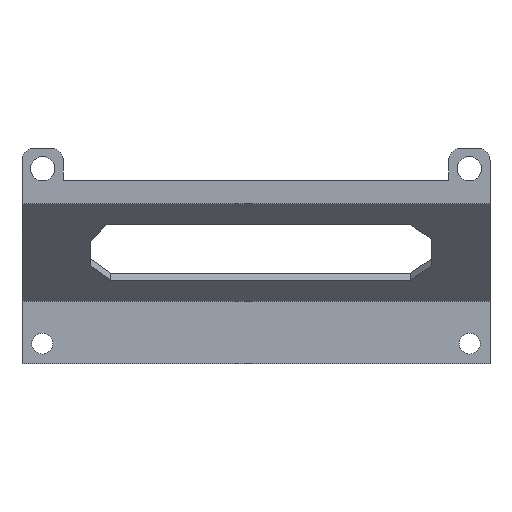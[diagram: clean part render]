
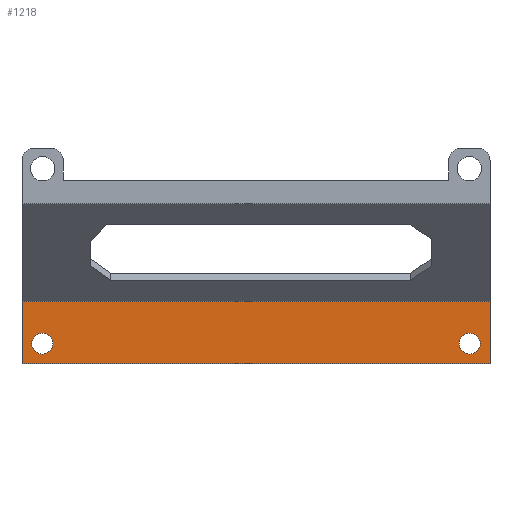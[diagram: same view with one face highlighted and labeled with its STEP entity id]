
A CAD part, front view. The second image highlights one B-rep face of the part: STEP entity #1218.
In plain terms, the highlighted planar face has unit normal (0, -1, 0).
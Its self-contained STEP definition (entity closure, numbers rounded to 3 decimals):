
#37 = DIRECTION ( 'NONE',  ( 0., 1., 0. ) ) ;
#56 = DIRECTION ( 'NONE',  ( -1., 0., 0. ) ) ;
#79 = CARTESIAN_POINT ( 'NONE',  ( 33.5, 60.387, -21.893 ) ) ;
#123 = EDGE_LOOP ( 'NONE', ( #1661, #286 ) ) ;
#149 = LINE ( 'NONE', #1992, #1890 ) ;
#172 = ORIENTED_EDGE ( 'NONE', *, *, #2336, .F. ) ;
#173 = DIRECTION ( 'NONE',  ( 0., -1., 0. ) ) ;
#190 = CARTESIAN_POINT ( 'NONE',  ( -33.5, 60.387, -21.893 ) ) ;
#193 = EDGE_CURVE ( 'NONE', #1958, #899, #593, .T. ) ;
#239 = CARTESIAN_POINT ( 'NONE',  ( 33.5, 60.387, -30.893 ) ) ;
#286 = ORIENTED_EDGE ( 'NONE', *, *, #1608, .F. ) ;
#391 = FACE_BOUND ( 'NONE', #123, .T. ) ;
#408 = CARTESIAN_POINT ( 'NONE',  ( 33.5, 60.387, -21.893 ) ) ;
#464 = CARTESIAN_POINT ( 'NONE',  ( 30.6, 60.387, -26.493 ) ) ;
#466 = VERTEX_POINT ( 'NONE', #948 ) ;
#472 = DIRECTION ( 'NONE',  ( 0., -1., 0. ) ) ;
#498 = DIRECTION ( 'NONE',  ( 0., 0., 1. ) ) ;
#553 = CARTESIAN_POINT ( 'NONE',  ( -30.6, 60.387, -26.493 ) ) ;
#559 = DIRECTION ( 'NONE',  ( 0., 0., 1. ) ) ;
#566 = EDGE_LOOP ( 'NONE', ( #749, #1399 ) ) ;
#593 = LINE ( 'NONE', #239, #634 ) ;
#617 = EDGE_CURVE ( 'NONE', #1228, #1564, #1700, .T. ) ;
#634 = VECTOR ( 'NONE', #1514, 1000. ) ;
#642 = AXIS2_PLACEMENT_3D ( 'NONE', #2060, #951, #1307 ) ;
#675 = AXIS2_PLACEMENT_3D ( 'NONE', #1586, #472, #498 ) ;
#749 = ORIENTED_EDGE ( 'NONE', *, *, #617, .F. ) ;
#758 = FACE_OUTER_BOUND ( 'NONE', #1625, .T. ) ;
#762 = VECTOR ( 'NONE', #946, 1000. ) ;
#780 = EDGE_CURVE ( 'NONE', #2143, #899, #149, .T. ) ;
#833 = AXIS2_PLACEMENT_3D ( 'NONE', #1071, #1271, #926 ) ;
#899 = VERTEX_POINT ( 'NONE', #2093 ) ;
#913 = AXIS2_PLACEMENT_3D ( 'NONE', #1665, #37, #559 ) ;
#918 = PLANE ( 'NONE',  #913 ) ;
#926 = DIRECTION ( 'NONE',  ( 0., 0., 1. ) ) ;
#946 = DIRECTION ( 'NONE',  ( 0., 0., -1. ) ) ;
#948 = CARTESIAN_POINT ( 'NONE',  ( 30.6, 60.387, -29.493 ) ) ;
#951 = DIRECTION ( 'NONE',  ( 0., -1., 0. ) ) ;
#1071 = CARTESIAN_POINT ( 'NONE',  ( -30.6, 60.387, -27.993 ) ) ;
#1078 = DIRECTION ( 'NONE',  ( 0., 0., -1. ) ) ;
#1160 = LINE ( 'NONE', #79, #1899 ) ;
#1218 = ADVANCED_FACE ( 'NONE', ( #391, #1800, #758 ), #918, .F. ) ;
#1228 = VERTEX_POINT ( 'NONE', #1629 ) ;
#1271 = DIRECTION ( 'NONE',  ( 0., -1., 0. ) ) ;
#1289 = VERTEX_POINT ( 'NONE', #2292 ) ;
#1307 = DIRECTION ( 'NONE',  ( 0., 0., 1. ) ) ;
#1370 = ORIENTED_EDGE ( 'NONE', *, *, #193, .F. ) ;
#1372 = CIRCLE ( 'NONE', #833, 1.5 ) ;
#1399 = ORIENTED_EDGE ( 'NONE', *, *, #2209, .F. ) ;
#1445 = CARTESIAN_POINT ( 'NONE',  ( 30.6, 60.387, -27.993 ) ) ;
#1514 = DIRECTION ( 'NONE',  ( -1., 0., 0. ) ) ;
#1564 = VERTEX_POINT ( 'NONE', #553 ) ;
#1574 = ORIENTED_EDGE ( 'NONE', *, *, #2253, .T. ) ;
#1586 = CARTESIAN_POINT ( 'NONE',  ( -30.6, 60.387, -27.993 ) ) ;
#1608 = EDGE_CURVE ( 'NONE', #2051, #466, #2049, .T. ) ;
#1625 = EDGE_LOOP ( 'NONE', ( #1897, #1370, #172, #1574 ) ) ;
#1629 = CARTESIAN_POINT ( 'NONE',  ( -30.6, 60.387, -29.493 ) ) ;
#1633 = DIRECTION ( 'NONE',  ( 0., 0., 1. ) ) ;
#1661 = ORIENTED_EDGE ( 'NONE', *, *, #1766, .F. ) ;
#1665 = CARTESIAN_POINT ( 'NONE',  ( 33.5, 60.387, -21.893 ) ) ;
#1700 = CIRCLE ( 'NONE', #675, 1.5 ) ;
#1731 = CARTESIAN_POINT ( 'NONE',  ( 33.5, 60.387, -30.893 ) ) ;
#1766 = EDGE_CURVE ( 'NONE', #466, #2051, #2089, .T. ) ;
#1800 = FACE_BOUND ( 'NONE', #566, .T. ) ;
#1849 = LINE ( 'NONE', #408, #762 ) ;
#1890 = VECTOR ( 'NONE', #1078, 1000. ) ;
#1897 = ORIENTED_EDGE ( 'NONE', *, *, #780, .T. ) ;
#1899 = VECTOR ( 'NONE', #56, 1000. ) ;
#1958 = VERTEX_POINT ( 'NONE', #1731 ) ;
#1992 = CARTESIAN_POINT ( 'NONE',  ( -33.5, 60.387, -21.893 ) ) ;
#2049 = CIRCLE ( 'NONE', #642, 1.5 ) ;
#2051 = VERTEX_POINT ( 'NONE', #464 ) ;
#2060 = CARTESIAN_POINT ( 'NONE',  ( 30.6, 60.387, -27.993 ) ) ;
#2089 = CIRCLE ( 'NONE', #2304, 1.5 ) ;
#2093 = CARTESIAN_POINT ( 'NONE',  ( -33.5, 60.387, -30.893 ) ) ;
#2143 = VERTEX_POINT ( 'NONE', #190 ) ;
#2209 = EDGE_CURVE ( 'NONE', #1564, #1228, #1372, .T. ) ;
#2253 = EDGE_CURVE ( 'NONE', #1289, #2143, #1160, .T. ) ;
#2292 = CARTESIAN_POINT ( 'NONE',  ( 33.5, 60.387, -21.893 ) ) ;
#2304 = AXIS2_PLACEMENT_3D ( 'NONE', #1445, #173, #1633 ) ;
#2336 = EDGE_CURVE ( 'NONE', #1289, #1958, #1849, .T. ) ;
